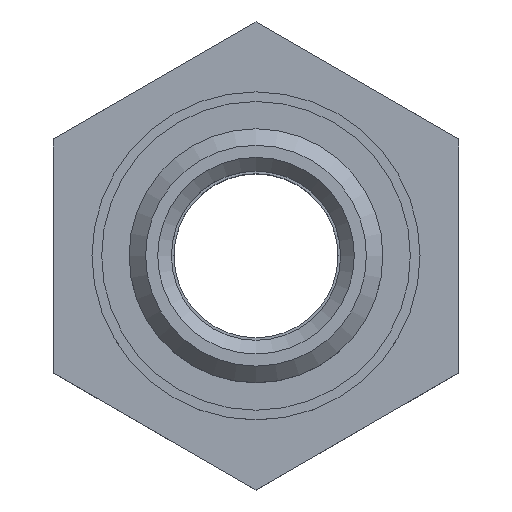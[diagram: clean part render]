
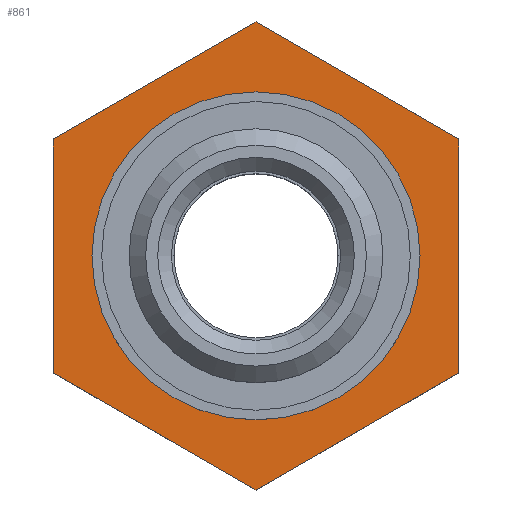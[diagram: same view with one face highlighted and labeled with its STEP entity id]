
A CAD part, top view. The second image highlights one B-rep face of the part: STEP entity #861.
In plain terms, the highlighted planar face has unit normal (0, 0, 1).
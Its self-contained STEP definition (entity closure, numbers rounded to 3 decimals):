
#20=LINE('',#1285,#32);
#21=LINE('',#1288,#33);
#22=LINE('',#1290,#34);
#23=LINE('',#1292,#35);
#24=LINE('',#1294,#36);
#25=LINE('',#1296,#37);
#32=VECTOR('',#1087,1000.);
#33=VECTOR('',#1088,1000.);
#34=VECTOR('',#1089,1000.);
#35=VECTOR('',#1090,1000.);
#36=VECTOR('',#1091,1000.);
#37=VECTOR('',#1092,1000.);
#153=ORIENTED_EDGE('',*,*,#247,.T.);
#154=ORIENTED_EDGE('',*,*,#248,.T.);
#155=ORIENTED_EDGE('',*,*,#249,.T.);
#156=ORIENTED_EDGE('',*,*,#250,.T.);
#157=ORIENTED_EDGE('',*,*,#251,.T.);
#158=ORIENTED_EDGE('',*,*,#252,.T.);
#159=ORIENTED_EDGE('',*,*,#246,.T.);
#246=EDGE_CURVE('',#301,#301,#344,.T.);
#247=EDGE_CURVE('',#302,#303,#20,.T.);
#248=EDGE_CURVE('',#303,#304,#21,.T.);
#249=EDGE_CURVE('',#304,#305,#22,.T.);
#250=EDGE_CURVE('',#305,#306,#23,.T.);
#251=EDGE_CURVE('',#306,#307,#24,.T.);
#252=EDGE_CURVE('',#307,#302,#25,.T.);
#301=VERTEX_POINT('',#1283);
#302=VERTEX_POINT('',#1286);
#303=VERTEX_POINT('',#1287);
#304=VERTEX_POINT('',#1289);
#305=VERTEX_POINT('',#1291);
#306=VERTEX_POINT('',#1293);
#307=VERTEX_POINT('',#1295);
#344=CIRCLE('',#940,8.);
#405=EDGE_LOOP('',(#153,#154,#155,#156,#157,#158));
#406=EDGE_LOOP('',(#159));
#481=FACE_BOUND('',#405,.T.);
#482=FACE_BOUND('',#406,.T.);
#512=PLANE('',#941);
#861=ADVANCED_FACE('',(#481,#482),#512,.F.);
#940=AXIS2_PLACEMENT_3D('',#1282,#1083,#1084);
#941=AXIS2_PLACEMENT_3D('',#1284,#1085,#1086);
#1083=DIRECTION('',(0.,0.,-1.));
#1084=DIRECTION('',(-1.,0.,0.));
#1085=DIRECTION('',(0.,0.,-1.));
#1086=DIRECTION('',(-1.,0.,0.));
#1087=DIRECTION('',(-0.866,0.5,0.));
#1088=DIRECTION('',(-0.866,-0.5,0.));
#1089=DIRECTION('',(0.,-1.,0.));
#1090=DIRECTION('',(0.866,-0.5,0.));
#1091=DIRECTION('',(0.866,0.5,0.));
#1092=DIRECTION('',(0.,1.,0.));
#1282=CARTESIAN_POINT('',(0.,0.,-1.9));
#1283=CARTESIAN_POINT('',(-8.,0.,-1.9));
#1284=CARTESIAN_POINT('',(0.,0.,-1.9));
#1285=CARTESIAN_POINT('',(10.5,6.062,-1.9));
#1286=CARTESIAN_POINT('',(10.5,6.062,-1.9));
#1287=CARTESIAN_POINT('',(0.,12.124,-1.9));
#1288=CARTESIAN_POINT('',(0.,12.124,-1.9));
#1289=CARTESIAN_POINT('',(-10.5,6.062,-1.9));
#1290=CARTESIAN_POINT('',(-10.5,6.062,-1.9));
#1291=CARTESIAN_POINT('',(-10.5,-6.062,-1.9));
#1292=CARTESIAN_POINT('',(-10.5,-6.062,-1.9));
#1293=CARTESIAN_POINT('',(0.,-12.124,-1.9));
#1294=CARTESIAN_POINT('',(0.,-12.124,-1.9));
#1295=CARTESIAN_POINT('',(10.5,-6.062,-1.9));
#1296=CARTESIAN_POINT('',(10.5,-6.062,-1.9));
